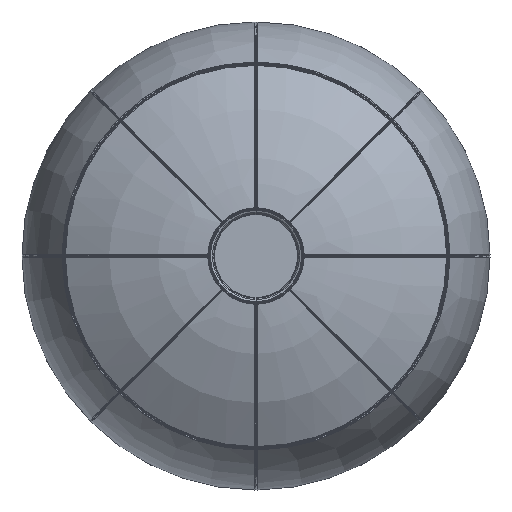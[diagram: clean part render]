
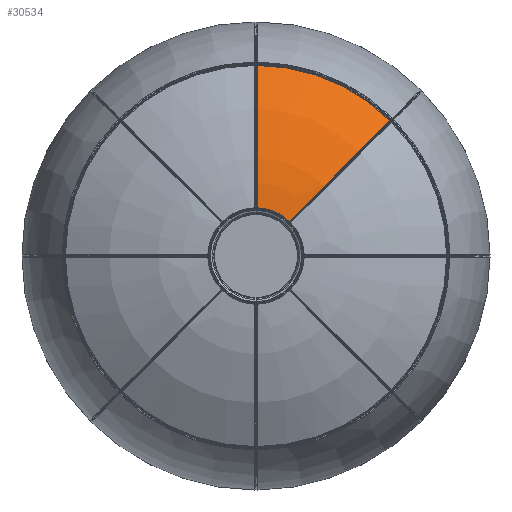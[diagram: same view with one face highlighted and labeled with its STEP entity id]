
A CAD part, front view. The second image highlights one B-rep face of the part: STEP entity #30534.
In plain terms, the highlighted toroidal (fillet/blend) face has major radius 58.583 mm and minor radius 570 mm.
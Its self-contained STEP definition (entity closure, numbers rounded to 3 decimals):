
#184 = FACE_OUTER_BOUND ( 'NONE', #47954, .T. ) ;
#3046 = CARTESIAN_POINT ( 'NONE',  ( 2.005, -346.117, 189.015 ) ) ;
#4036 = CARTESIAN_POINT ( 'NONE',  ( 245.728, -281.55, 248.565 ) ) ;
#4168 = EDGE_CURVE ( 'NONE', #43541, #49301, #23184, .T. ) ;
#4219 = CARTESIAN_POINT ( 'NONE',  ( 260.645, -268.239, 263.482 ) ) ;
#4406 = CARTESIAN_POINT ( 'NONE',  ( 62.234, -360.366, 65.066 ) ) ;
#5519 = CARTESIAN_POINT ( 'NONE',  ( 260.645, -268.239, 263.482 ) ) ;
#7802 = CARTESIAN_POINT ( 'NONE',  ( 2.006, -281.571, 349.479 ) ) ;
#8230 = CARTESIAN_POINT ( 'NONE',  ( 161.573, -334.722, 164.409 ) ) ;
#8359 = CARTESIAN_POINT ( 'NONE',  ( 0., -268.239, 0. ) ) ;
#8616 = CARTESIAN_POINT ( 'NONE',  ( 131.803, -346.287, 134.639 ) ) ;
#8800 = CARTESIAN_POINT ( 'NONE',  ( 118.898, -350.241, 121.733 ) ) ;
#9686 = EDGE_CURVE ( 'NONE', #34691, #29730, #44513, .T. ) ;
#11820 = CARTESIAN_POINT ( 'NONE',  ( 2.005, -346.825, 185.965 ) ) ;
#12548 = CARTESIAN_POINT ( 'NONE',  ( 2.005, -328.707, 248.777 ) ) ;
#12612 = CARTESIAN_POINT ( 'NONE',  ( 253.261, -275.07, 256.098 ) ) ;
#12644 = ORIENTED_EDGE ( 'NONE', *, *, #4168, .T. ) ;
#13185 = CARTESIAN_POINT ( 'NONE',  ( 234.194, -290.723, 237.031 ) ) ;
#13310 = CARTESIAN_POINT ( 'NONE',  ( 2.003, -359.572, 102.516 ) ) ;
#16675 = CARTESIAN_POINT ( 'NONE',  ( 2.002, -360.366, 90.015 ) ) ;
#16828 = CARTESIAN_POINT ( 'NONE',  ( 206.713, -310.339, 209.549 ) ) ;
#17013 = CARTESIAN_POINT ( 'NONE',  ( 182.39, -324.625, 185.226 ) ) ;
#17403 = CARTESIAN_POINT ( 'NONE',  ( 123.207, -348.99, 126.042 ) ) ;
#17700 = CARTESIAN_POINT ( 'NONE',  ( 2.004, -355.548, 139.854 ) ) ;
#21575 = CARTESIAN_POINT ( 'NONE',  ( 236.125, -289.212, 238.961 ) ) ;
#21599 = ORIENTED_EDGE ( 'NONE', *, *, #50111, .T. ) ;
#23184 = CIRCLE ( 'NONE', #33489, 90.038 ) ;
#23224 = AXIS2_PLACEMENT_3D ( 'NONE', #8359, #38361, #51804 ) ;
#24771 = CARTESIAN_POINT ( 'NONE',  ( 2.005, -343.892, 198.143 ) ) ;
#25325 = CARTESIAN_POINT ( 'NONE',  ( 2.005, -336.472, 225.219 ) ) ;
#25502 = CARTESIAN_POINT ( 'NONE',  ( 2.006, -268.239, 370.614 ) ) ;
#25883 = CARTESIAN_POINT ( 'NONE',  ( 2.002, -360.366, 90.015 ) ) ;
#27691 = ORIENTED_EDGE ( 'NONE', *, *, #9686, .T. ) ;
#28302 = B_SPLINE_CURVE_WITH_KNOTS ( 'NONE', 3,
 ( #25502, #34023, #7802, #29842, #51273, #55787, #37807, #42939, #12548, #25325, #55597, #24771, #29125, #3046, #11820, #42184, #46554, #48055, #17700, #47666, #34766, #13310, #34580, #25883 ),
 .UNSPECIFIED., .F., .F.,
 ( 4, 2, 2, 2, 2, 2, 2, 2, 2, 2, 2, 4 ),
 ( 0., 0.037, 0.074, 0.111, 0.148, 0.185, 0.195, 0.204, 0.222, 0.259, 0.278, 0.296 ),
 .UNSPECIFIED. ) ;
#29125 = CARTESIAN_POINT ( 'NONE',  ( 2.005, -344.65, 195.105 ) ) ;
#29560 = ORIENTED_EDGE ( 'NONE', *, *, #50498, .T. ) ;
#29730 = VERTEX_POINT ( 'NONE', #50520 ) ;
#29842 = CARTESIAN_POINT ( 'NONE',  ( 2.006, -293.773, 327.853 ) ) ;
#30096 = CARTESIAN_POINT ( 'NONE',  ( 144.638, -341.726, 147.474 ) ) ;
#30282 = CARTESIAN_POINT ( 'NONE',  ( 218.591, -302.263, 221.428 ) ) ;
#30534 = ADVANCED_FACE ( 'NONE', ( #184 ), #53834, .T. ) ;
#31438 = AXIS2_PLACEMENT_3D ( 'NONE', #54304, #50325, #33086 ) ;
#33086 = DIRECTION ( 'NONE',  ( 0., 0., 1. ) ) ;
#33489 = AXIS2_PLACEMENT_3D ( 'NONE', #55873, #42464, #46820 ) ;
#34023 = CARTESIAN_POINT ( 'NONE',  ( 2.006, -275.097, 360.13 ) ) ;
#34580 = CARTESIAN_POINT ( 'NONE',  ( 2.003, -360.02, 96.269 ) ) ;
#34691 = VERTEX_POINT ( 'NONE', #5519 ) ;
#34766 = CARTESIAN_POINT ( 'NONE',  ( 2.003, -358.469, 114.993 ) ) ;
#34828 = CARTESIAN_POINT ( 'NONE',  ( 97.258, -355.59, 100.092 ) ) ;
#37807 = CARTESIAN_POINT ( 'NONE',  ( 2.006, -315.208, 283.308 ) ) ;
#38361 = DIRECTION ( 'NONE',  ( 0., -1., 0. ) ) ;
#38621 = CARTESIAN_POINT ( 'NONE',  ( 174.132, -328.89, 176.968 ) ) ;
#39197 = CARTESIAN_POINT ( 'NONE',  ( 222.522, -299.478, 225.359 ) ) ;
#41001 = B_SPLINE_CURVE_WITH_KNOTS ( 'NONE', 3,
 ( #4406, #51684, #56248, #34828, #56045, #8800, #17403, #8616, #47732, #30096, #47920, #51875, #8230, #38621, #17013, #42813, #16828, #30282, #39197, #47534, #47342, #13185, #21575, #4036, #12612, #4219 ),
 .UNSPECIFIED., .F., .F.,
 ( 4, 2, 2, 2, 2, 2, 2, 2, 2, 2, 2, 2, 4 ),
 ( 0., 0.037, 0.075, 0.093, 0.112, 0.13, 0.149, 0.186, 0.224, 0.242, 0.252, 0.261, 0.298 ),
 .UNSPECIFIED. ) ;
#41563 = CARTESIAN_POINT ( 'NONE',  ( 62.234, -360.366, 65.066 ) ) ;
#42184 = CARTESIAN_POINT ( 'NONE',  ( 2.005, -348.874, 176.796 ) ) ;
#42464 = DIRECTION ( 'NONE',  ( 0., 1., 0. ) ) ;
#42813 = CARTESIAN_POINT ( 'NONE',  ( 198.681, -315.349, 201.517 ) ) ;
#42939 = CARTESIAN_POINT ( 'NONE',  ( 2.005, -324.453, 260.394 ) ) ;
#43541 = VERTEX_POINT ( 'NONE', #16675 ) ;
#44513 = CIRCLE ( 'NONE', #23224, 370.619 ) ;
#46554 = CARTESIAN_POINT ( 'NONE',  ( 2.005, -350.14, 170.66 ) ) ;
#46820 = DIRECTION ( 'NONE',  ( 0., 0., -1. ) ) ;
#47342 = CARTESIAN_POINT ( 'NONE',  ( 230.32, -293.696, 233.157 ) ) ;
#47534 = CARTESIAN_POINT ( 'NONE',  ( 228.376, -295.159, 231.213 ) ) ;
#47666 = CARTESIAN_POINT ( 'NONE',  ( 2.004, -357.815, 121.222 ) ) ;
#47732 = CARTESIAN_POINT ( 'NONE',  ( 136.093, -344.833, 138.929 ) ) ;
#47920 = CARTESIAN_POINT ( 'NONE',  ( 148.891, -340.074, 151.727 ) ) ;
#47954 = EDGE_LOOP ( 'NONE', ( #21599, #27691, #29560, #12644 ) ) ;
#48055 = CARTESIAN_POINT ( 'NONE',  ( 2.004, -353.629, 152.214 ) ) ;
#49301 = VERTEX_POINT ( 'NONE', #41563 ) ;
#50111 = EDGE_CURVE ( 'NONE', #49301, #34691, #41001, .T. ) ;
#50325 = DIRECTION ( 'NONE',  ( 0., -1., 0. ) ) ;
#50498 = EDGE_CURVE ( 'NONE', #29730, #43541, #28302, .T. ) ;
#50520 = CARTESIAN_POINT ( 'NONE',  ( 2.006, -268.239, 370.614 ) ) ;
#51273 = CARTESIAN_POINT ( 'NONE',  ( 2.006, -299.5, 316.877 ) ) ;
#51684 = CARTESIAN_POINT ( 'NONE',  ( 71.044, -359.678, 73.877 ) ) ;
#51804 = DIRECTION ( 'NONE',  ( 0., 0., -1. ) ) ;
#51875 = CARTESIAN_POINT ( 'NONE',  ( 157.357, -336.573, 160.193 ) ) ;
#53834 = TOROIDAL_SURFACE ( 'NONE', #31438, 58.583, 570. ) ;
#54304 = CARTESIAN_POINT ( 'NONE',  ( 0., 208.765, 0. ) ) ;
#55597 = CARTESIAN_POINT ( 'NONE',  ( 2.005, -339.981, 213.278 ) ) ;
#55787 = CARTESIAN_POINT ( 'NONE',  ( 2.006, -310.218, 294.604 ) ) ;
#55873 = CARTESIAN_POINT ( 'NONE',  ( 0., -360.366, 0. ) ) ;
#56045 = CARTESIAN_POINT ( 'NONE',  ( 105.94, -353.692, 108.774 ) ) ;
#56248 = CARTESIAN_POINT ( 'NONE',  ( 79.81, -358.583, 82.643 ) ) ;
